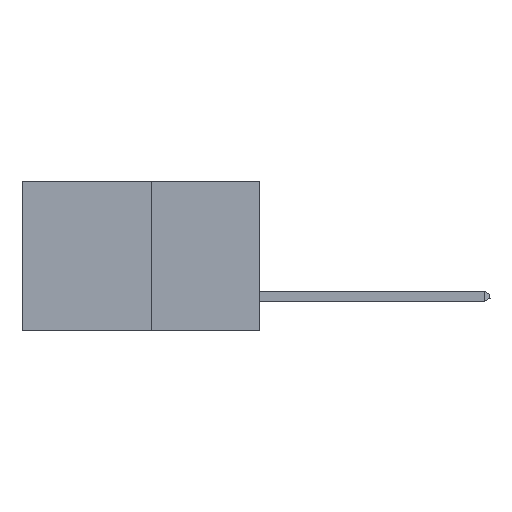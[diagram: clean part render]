
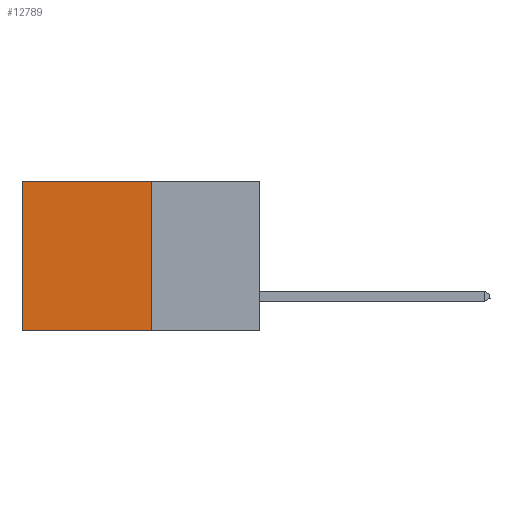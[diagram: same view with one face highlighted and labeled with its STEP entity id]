
A CAD part, left-side view. The second image highlights one B-rep face of the part: STEP entity #12789.
In plain terms, the highlighted planar face has unit normal (-1, 0, 0).
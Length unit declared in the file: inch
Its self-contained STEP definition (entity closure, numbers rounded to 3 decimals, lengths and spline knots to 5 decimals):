
#154 = PLANE ( 'NONE',  #3317 ) ;
#200 = LINE ( 'NONE', #8789, #5739 ) ;
#493 = CARTESIAN_POINT ( 'NONE',  ( 0.277, 0.27, -0.37 ) ) ;
#553 = EDGE_CURVE ( 'NONE', #1444, #3207, #5008, .T. ) ;
#830 = FACE_OUTER_BOUND ( 'NONE', #3428, .T. ) ;
#952 = VERTEX_POINT ( 'NONE', #9562 ) ;
#1444 = VERTEX_POINT ( 'NONE', #10374 ) ;
#2151 = VERTEX_POINT ( 'NONE', #10239 ) ;
#2197 = CARTESIAN_POINT ( 'NONE',  ( 0.277, 0.27, 0. ) ) ;
#2266 = EDGE_CURVE ( 'NONE', #952, #3207, #5419, .T. ) ;
#3001 = CARTESIAN_POINT ( 'NONE',  ( 0.277, 0.59, -0.37 ) ) ;
#3207 = VERTEX_POINT ( 'NONE', #11007 ) ;
#3317 = AXIS2_PLACEMENT_3D ( 'NONE', #3359, #12301, #6414 ) ;
#3359 = CARTESIAN_POINT ( 'NONE',  ( 0.277, 0.27, -0.37 ) ) ;
#3428 = EDGE_LOOP ( 'NONE', ( #10774, #6274, #6791, #5214 ) ) ;
#3617 = EDGE_CURVE ( 'NONE', #2151, #1444, #12900, .T. ) ;
#3793 = DIRECTION ( 'NONE',  ( 0., 1., 0. ) ) ;
#4570 = DIRECTION ( 'NONE',  ( 0., 0., -1. ) ) ;
#5008 = LINE ( 'NONE', #3001, #7349 ) ;
#5214 = ORIENTED_EDGE ( 'NONE', *, *, #3617, .T. ) ;
#5419 = LINE ( 'NONE', #493, #9760 ) ;
#5739 = VECTOR ( 'NONE', #12706, 39.37008 ) ;
#6274 = ORIENTED_EDGE ( 'NONE', *, *, #2266, .F. ) ;
#6414 = DIRECTION ( 'NONE',  ( 0., 0., -1. ) ) ;
#6791 = ORIENTED_EDGE ( 'NONE', *, *, #10683, .F. ) ;
#7349 = VECTOR ( 'NONE', #4570, 39.37008 ) ;
#8789 = CARTESIAN_POINT ( 'NONE',  ( 0.277, 0.27, -0.37 ) ) ;
#9562 = CARTESIAN_POINT ( 'NONE',  ( 0.277, 0.27, -0.37 ) ) ;
#9760 = VECTOR ( 'NONE', #3793, 39.37008 ) ;
#10239 = CARTESIAN_POINT ( 'NONE',  ( 0.277, 0.27, 0. ) ) ;
#10374 = CARTESIAN_POINT ( 'NONE',  ( 0.277, 0.59, 0. ) ) ;
#10683 = EDGE_CURVE ( 'NONE', #2151, #952, #200, .T. ) ;
#10774 = ORIENTED_EDGE ( 'NONE', *, *, #553, .T. ) ;
#11007 = CARTESIAN_POINT ( 'NONE',  ( 0.277, 0.59, -0.37 ) ) ;
#12301 = DIRECTION ( 'NONE',  ( 1., 0., 0. ) ) ;
#12329 = VECTOR ( 'NONE', #12487, 39.37008 ) ;
#12487 = DIRECTION ( 'NONE',  ( 0., 1., 0. ) ) ;
#12706 = DIRECTION ( 'NONE',  ( 0., 0., -1. ) ) ;
#12789 = ADVANCED_FACE ( 'NONE', ( #830 ), #154, .F. ) ;
#12900 = LINE ( 'NONE', #2197, #12329 ) ;
